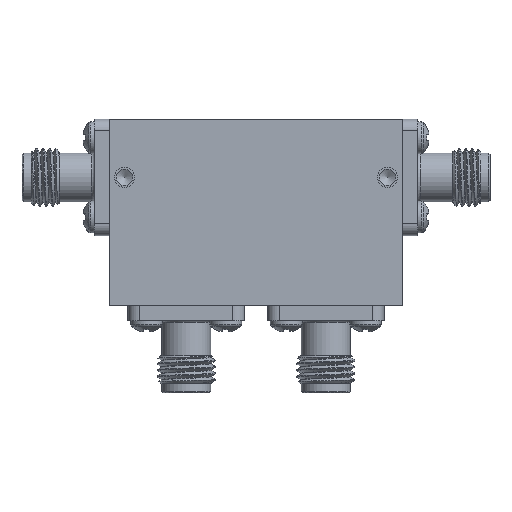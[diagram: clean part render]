
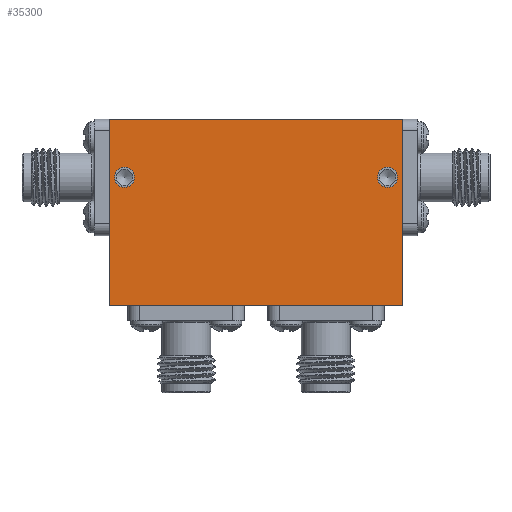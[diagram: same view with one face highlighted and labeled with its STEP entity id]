
A CAD part, top view. The second image highlights one B-rep face of the part: STEP entity #35300.
In plain terms, the highlighted planar face has unit normal (0, 0, 1).
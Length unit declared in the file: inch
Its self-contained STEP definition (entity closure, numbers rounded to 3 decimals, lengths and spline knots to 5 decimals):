
#63 = CARTESIAN_POINT ( 'NONE',  ( 0.565, 0.15, 0.28 ) ) ;
#526 = AXIS2_PLACEMENT_3D ( 'NONE', #30383, #9984, #16529 ) ;
#1322 = CARTESIAN_POINT ( 'NONE',  ( -0.63, -0.4, 0.28 ) ) ;
#2219 = LINE ( 'NONE', #35571, #9234 ) ;
#3073 = PLANE ( 'NONE',  #526 ) ;
#3376 = DIRECTION ( 'NONE',  ( 1., 0., 0. ) ) ;
#5276 = VERTEX_POINT ( 'NONE', #15471 ) ;
#5960 = CARTESIAN_POINT ( 'NONE',  ( -0.565, 0.15, 0.28 ) ) ;
#6106 = DIRECTION ( 'NONE',  ( 0., 0., 1. ) ) ;
#8005 = DIRECTION ( 'NONE',  ( 0., 1., 0. ) ) ;
#8553 = VERTEX_POINT ( 'NONE', #10690 ) ;
#8722 = FACE_BOUND ( 'NONE', #21779, .T. ) ;
#9234 = VECTOR ( 'NONE', #8005, 39.37008 ) ;
#9262 = DIRECTION ( 'NONE',  ( 1., 0., 0. ) ) ;
#9984 = DIRECTION ( 'NONE',  ( 0., 0., -1. ) ) ;
#10690 = CARTESIAN_POINT ( 'NONE',  ( 0.63, -0.4, 0.28 ) ) ;
#10717 = CARTESIAN_POINT ( 'NONE',  ( -0.63, -0.4, 0.28 ) ) ;
#13703 = VECTOR ( 'NONE', #25056, 39.37008 ) ;
#14799 = ORIENTED_EDGE ( 'NONE', *, *, #31329, .F. ) ;
#15086 = DIRECTION ( 'NONE',  ( 0., -1., 0. ) ) ;
#15471 = CARTESIAN_POINT ( 'NONE',  ( -0.522, 0.15, 0.28 ) ) ;
#16529 = DIRECTION ( 'NONE',  ( -1., 0., 0. ) ) ;
#16793 = VERTEX_POINT ( 'NONE', #25761 ) ;
#17553 = VECTOR ( 'NONE', #15086, 39.37008 ) ;
#17689 = CARTESIAN_POINT ( 'NONE',  ( 0.63, 0.4, 0.28 ) ) ;
#17876 = CARTESIAN_POINT ( 'NONE',  ( -0.63, 0.4, 0.28 ) ) ;
#20063 = ORIENTED_EDGE ( 'NONE', *, *, #23176, .T. ) ;
#20171 = VERTEX_POINT ( 'NONE', #39604 ) ;
#20685 = DIRECTION ( 'NONE',  ( 0., 0., 1. ) ) ;
#20783 = EDGE_LOOP ( 'NONE', ( #41584 ) ) ;
#21722 = LINE ( 'NONE', #17876, #13703 ) ;
#21779 = EDGE_LOOP ( 'NONE', ( #14799 ) ) ;
#22026 = FACE_OUTER_BOUND ( 'NONE', #28550, .T. ) ;
#23176 = EDGE_CURVE ( 'NONE', #38198, #16793, #26665, .T. ) ;
#25056 = DIRECTION ( 'NONE',  ( -1., 0., 0. ) ) ;
#25231 = LINE ( 'NONE', #10717, #43358 ) ;
#25592 = EDGE_CURVE ( 'NONE', #5276, #5276, #28218, .T. ) ;
#25761 = CARTESIAN_POINT ( 'NONE',  ( -0.63, -0.4, 0.28 ) ) ;
#26665 = LINE ( 'NONE', #1322, #17553 ) ;
#27299 = AXIS2_PLACEMENT_3D ( 'NONE', #5960, #6106, #9262 ) ;
#27807 = EDGE_CURVE ( 'NONE', #31367, #38198, #21722, .T. ) ;
#28218 = CIRCLE ( 'NONE', #27299, 0.043 ) ;
#28550 = EDGE_LOOP ( 'NONE', ( #32434, #39829, #20063, #39237 ) ) ;
#30383 = CARTESIAN_POINT ( 'NONE',  ( 0., 0., 0.28 ) ) ;
#31329 = EDGE_CURVE ( 'NONE', #20171, #20171, #41839, .T. ) ;
#31367 = VERTEX_POINT ( 'NONE', #17689 ) ;
#32434 = ORIENTED_EDGE ( 'NONE', *, *, #36348, .T. ) ;
#34326 = FACE_BOUND ( 'NONE', #20783, .T. ) ;
#35300 = ADVANCED_FACE ( 'NONE', ( #34326, #8722, #22026 ), #3073, .F. ) ;
#35521 = EDGE_CURVE ( 'NONE', #16793, #8553, #25231, .T. ) ;
#35571 = CARTESIAN_POINT ( 'NONE',  ( 0.63, -0.4, 0.28 ) ) ;
#36348 = EDGE_CURVE ( 'NONE', #8553, #31367, #2219, .T. ) ;
#38198 = VERTEX_POINT ( 'NONE', #41086 ) ;
#38497 = AXIS2_PLACEMENT_3D ( 'NONE', #63, #20685, #41074 ) ;
#39237 = ORIENTED_EDGE ( 'NONE', *, *, #35521, .T. ) ;
#39604 = CARTESIAN_POINT ( 'NONE',  ( 0.608, 0.15, 0.28 ) ) ;
#39829 = ORIENTED_EDGE ( 'NONE', *, *, #27807, .T. ) ;
#41074 = DIRECTION ( 'NONE',  ( 1., 0., 0. ) ) ;
#41086 = CARTESIAN_POINT ( 'NONE',  ( -0.63, 0.4, 0.28 ) ) ;
#41584 = ORIENTED_EDGE ( 'NONE', *, *, #25592, .F. ) ;
#41839 = CIRCLE ( 'NONE', #38497, 0.043 ) ;
#43358 = VECTOR ( 'NONE', #3376, 39.37008 ) ;
